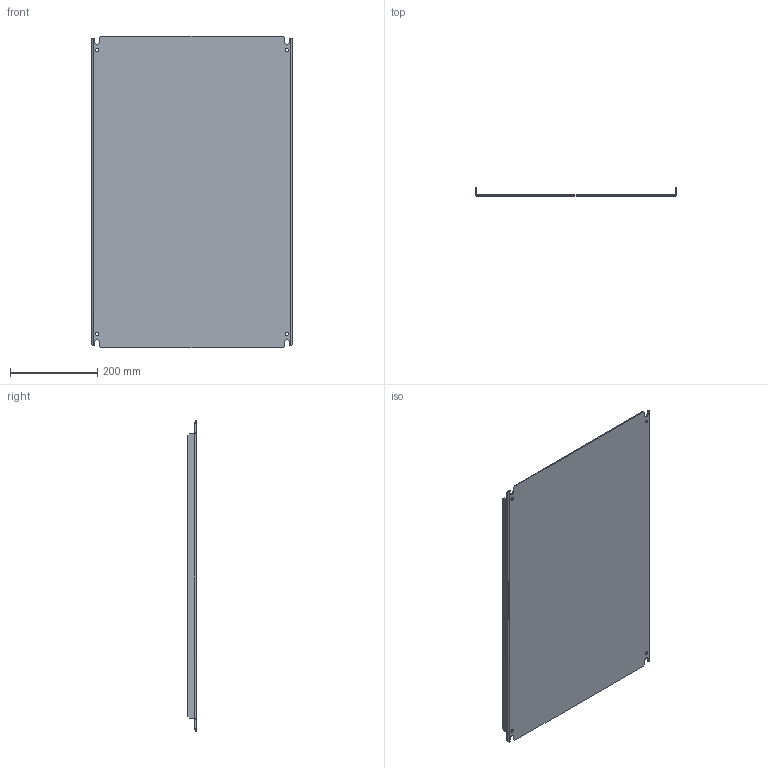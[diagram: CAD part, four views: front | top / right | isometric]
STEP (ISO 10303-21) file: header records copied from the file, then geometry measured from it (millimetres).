
FILE_DESCRIPTION (( 'STEP AP214' ), '1' );
FILE_NAME ('EP3020.step', '2019-09-05T18:03:23', ( '' ), ( '' ), 'SwSTEP 2.0', 'SolidWorks 2018', '' );
FILE_SCHEMA (( 'AUTOMOTIVE_DESIGN' ));
Length unit declared in the file: inch
Products named in the file (1): EP3020
Bounding box: 461.52 x 19.05 x 715.52 mm (x, y, z)
Volume: 843465.7 mm3; surface area: 705320 mm2
Topology: 1 solids, 1 shells, 84 faces, 222 edges, 140 vertices
Faces by surface type: plane 50, cylinder 26, bspline 8
Entity records: 4338 total; most frequent: CARTESIAN_POINT 1127, ORIENTED_EDGE 444, DIRECTION 412, EDGE_CURVE 222, LINE 154, VECTOR 154, VERTEX_POINT 140, AXIS2_PLACEMENT_3D 129
